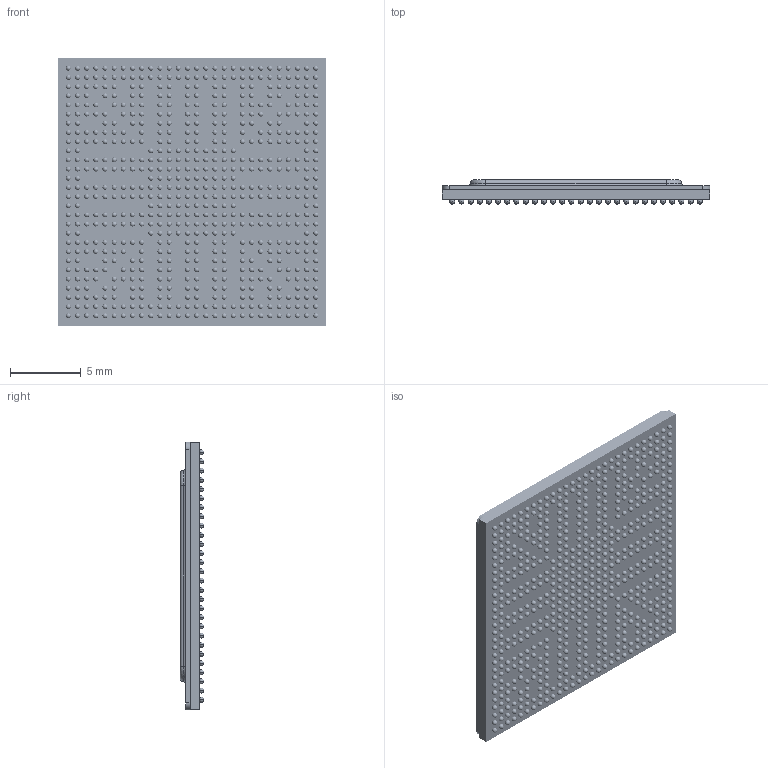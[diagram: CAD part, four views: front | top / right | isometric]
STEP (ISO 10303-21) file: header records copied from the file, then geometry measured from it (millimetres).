
FILE_DESCRIPTION (( 'STEP AP214' ), '1' );
FILE_NAME ('RK3568.STEP', '2023-04-22T08:26:29', ( '' ), ( '' ), 'SwSTEP 2.0', 'SolidWorks 2021', '' );
FILE_SCHEMA (( 'AUTOMOTIVE_DESIGN' ));
Length unit declared in the file: millimetre
Products named in the file (3): Body^RK3568; ball^RK3568; RK3568
Assembly tree (637 placements, depth 2):
  RK3568
    Body^RK3568
    ball^RK3568  x636
Bounding box: 19 x 1.68 x 19 mm (x, y, z)
Volume: 457.2 mm3; surface area: 1785.4 mm2
Topology: 640 solids, 640 shells, 1957 faces, 5830 edges, 3884 vertices
Faces by surface type: sphere 1272, plane 661, cylinder 16, torus 8
Entity records: 6623 total; most frequent: DIRECTION 1542, CARTESIAN_POINT 873, AXIS2_PLACEMENT_3D 740, PRODUCT_DEFINITION_SHAPE 640, ITEM_DEFINED_TRANSFORMATION 637, CONTEXT_DEPENDENT_SHAPE_REPRESENTATION 637, NEXT_ASSEMBLY_USAGE_OCCURRENCE 637, ORIENTED_EDGE 220
